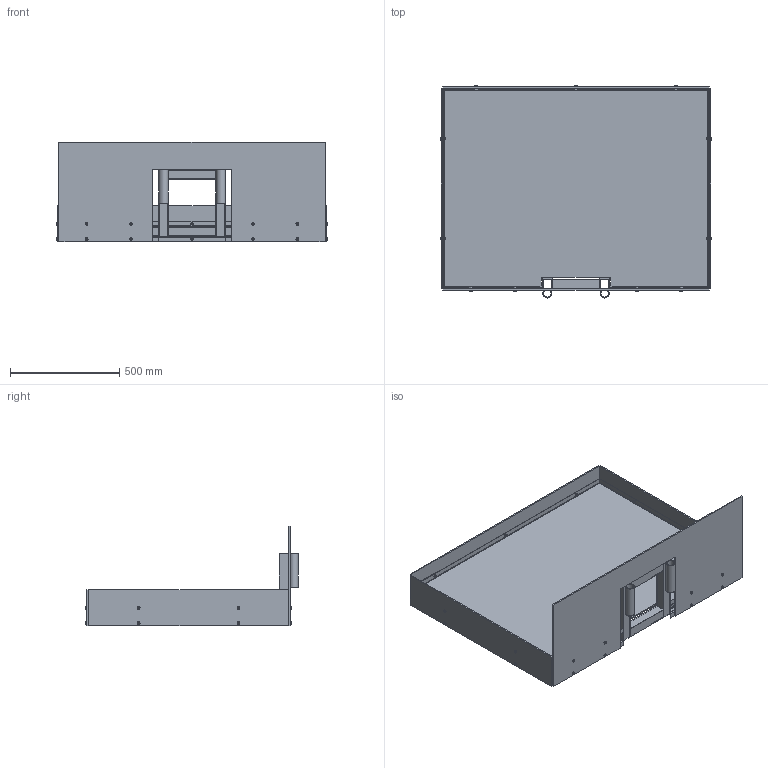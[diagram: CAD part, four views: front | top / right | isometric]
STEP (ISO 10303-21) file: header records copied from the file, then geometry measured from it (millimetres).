
FILE_DESCRIPTION(/* description */ (''),/* implementation_level */ '2;1');
FILE_NAME(/* name */ 'GE-18121.iam.stp',/* time_stamp */ '2018-01-01T11:24:09-08:00',/* author */ ('PhillipD'),/* organization */ (''),/* preprocessor_version */ 'ST-DEVELOPER v16.13',/* originating_system */ 'Autodesk Inventor 2018',/* authorisation */ '');
FILE_SCHEMA (('AUTOMOTIVE_DESIGN { 1 0 10303 214 3 1 1 }'));
Length unit declared in the file: inch
Products named in the file (15): GE-18121; GE-18007; GE-18007-3; GE-18007-2; GE-18007-6; GE-18007-7; GE-18007-5; GE-18007-1; GE-18007-4; GE-18018; GE-18019; GE-18017; GE-18021; hex_.25_20_.75_hex_.25_20_.75; nylock_.25_20
Assembly tree (63 placements, depth 3):
  GE-18121
    GE-18007
      GE-18007-3  x2
      GE-18007-2  x2
      GE-18007-6  x2
      GE-18007-7
      GE-18007-5  x2
      GE-18007-1  x2
      GE-18007-4  x2
    GE-18018
    GE-18019  x2
    GE-18017
    GE-18021
    hex_.25_20_.75_hex_.25_20_.75  x22
    nylock_.25_20  x22
Bounding box: 1245.02 x 972.06 x 457.2 mm (x, y, z)
Volume: 15761734.2 mm3; surface area: 6247452.1 mm2
Topology: 84 solids, 84 shells, 1430 faces, 3176 edges, 2046 vertices
Faces by surface type: plane 854, cylinder 312, cone 198, torus 66
Full cylindrical faces by diameter (mm): 5.232 x22, 6.35 x44, 6.731 x22, 6.843 x22, 7.366 x22, 35.052 x2, 42.164 x2
Entity records: 7937 total; most frequent: DIRECTION 1314, CARTESIAN_POINT 1288, ORIENTED_EDGE 1084, EDGE_CURVE 542, AXIS2_PLACEMENT_3D 482, VERTEX_POINT 384, EDGE_LOOP 362, LINE 350
